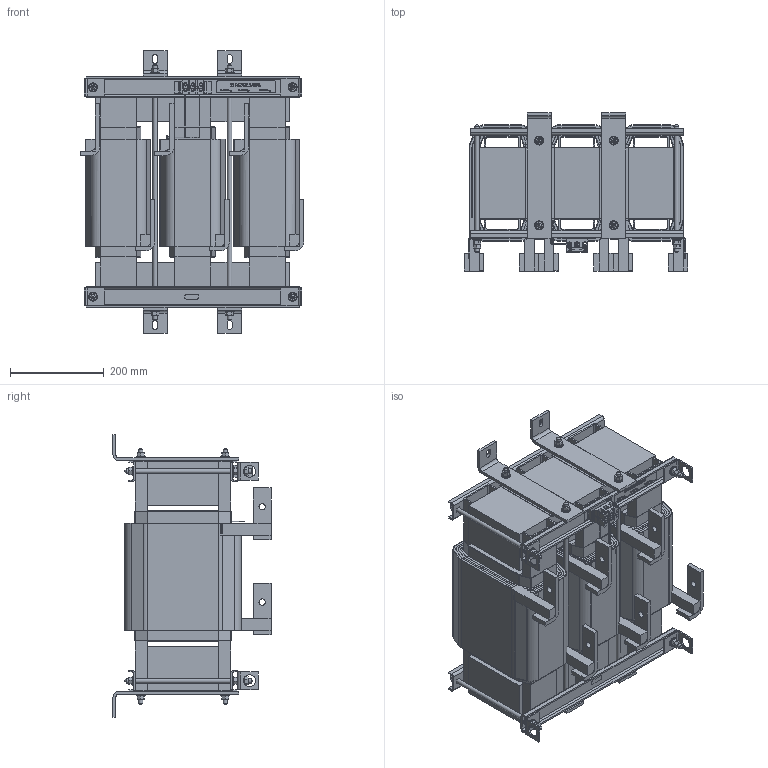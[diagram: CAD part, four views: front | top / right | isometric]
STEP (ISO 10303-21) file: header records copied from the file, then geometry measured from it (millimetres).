
FILE_DESCRIPTION(/* description */ (''),/* implementation_level */ '2;1');
FILE_NAME(/* name */ 'KTRMG750AX6.stp',/* time_stamp */ '2020-06-04T13:05:50-05:00',/* author */ ('jnelson'),/* organization */ (''),/* preprocessor_version */ 'ST-DEVELOPER v17',/* originating_system */ 'Autodesk Inventor 2019',/* authorisation */ '');
FILE_SCHEMA (('AUTOMOTIVE_DESIGN { 1 0 10303 214 3 1 1 }'));
Length unit declared in the file: inch
Products named in the file (28): KTRMG750AX6; 24164-24201-KTRMG750AX5; 24202; 31006; 31006_1; 31003 - Bracket; 22543; 22215; 4948; 26328; 20239-REV-D; 23973; 1608; 30097- LARGE  BLANK  (REACTOR); Cell Label; 30856; 11626 AND 1509; 1509; 11626; 29477-KTRMG362AMSX1; 28453; 28453_1; 11923insert-hex head; 11923-1; 11923-HEX SCREW; 31615; 14331 WIRING KTRMG362AMS Short Bend; 14331 WIRING KTRMG362AMS
Assembly tree (79 placements, depth 4):
  KTRMG750AX6
    24202  x2
    24164-24201-KTRMG750AX5  x3
    26328  x4
    20239-REV-D  x6
    22543  x3
    31006
      31006_1
      31003 - Bracket
    22215  x4
    4948  x4
    11626 AND 1509  x20
      1509
      11626
    23973  x4
    1608  x4
    30097- LARGE  BLANK  (REACTOR)
    Cell Label
    30856  x4
    29477-KTRMG362AMSX1
    28453
      28453_1
      11923insert-hex head  x3
        11923-1
        11923-HEX SCREW
    14331 WIRING KTRMG362AMS  x2
    14331 WIRING KTRMG362AMS Short Bend  x2
    31615
Bounding box: 476.45 x 337.13 x 603 mm (x, y, z)
Volume: 36138526.8 mm3; surface area: 7138051.7 mm2
Topology: 104 solids, 104 shells, 4298 faces, 11556 edges, 7451 vertices
Faces by surface type: plane 2049, cylinder 1959, bspline 214, cone 72, sphere 4
Full cylindrical faces by diameter (mm): 1.524 x10, 3.175 x3, 3.472 x3, 4.166 x2, 4.496 x3, 4.724 x2, 5.172 x30, 5.436 x2, 6.35 x36, 6.604 x6, 7.01 x6, 7.798 x24, 9.525 x28, 11.176 x12, 13.462 x6, 19.05 x20, 25.4 x4
Entity records: 46431 total; most frequent: CARTESIAN_POINT 12305, ORIENTED_EDGE 7168, DIRECTION 6281, EDGE_CURVE 3584, LINE 2451, VECTOR 2451, VERTEX_POINT 2346, AXIS2_PLACEMENT_3D 1915
